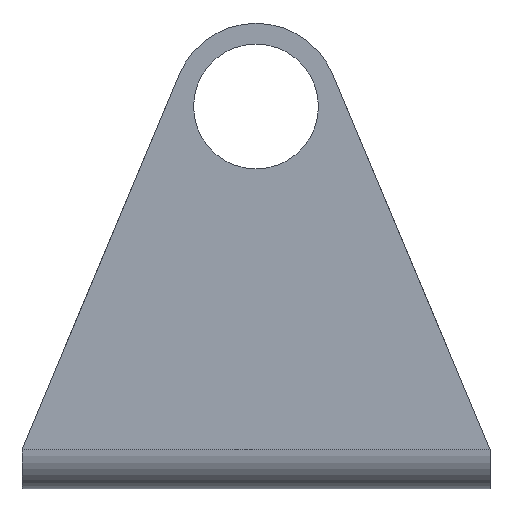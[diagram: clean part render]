
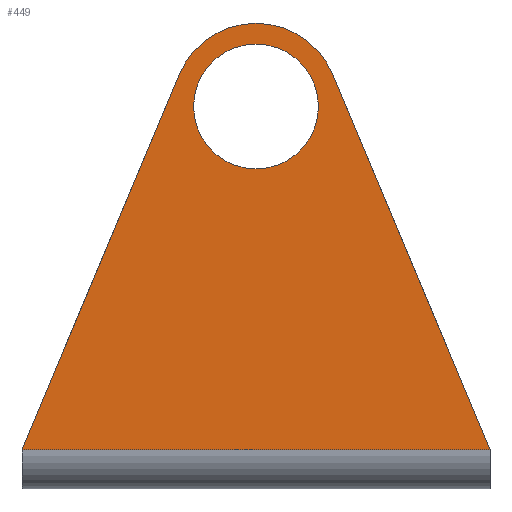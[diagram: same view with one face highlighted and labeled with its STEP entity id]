
A CAD part, front view. The second image highlights one B-rep face of the part: STEP entity #449.
In plain terms, the highlighted planar face has unit normal (0, -1, 0).
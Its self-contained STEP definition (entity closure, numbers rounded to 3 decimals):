
#11 = VERTEX_POINT ( 'NONE', #720 ) ;
#13 = CIRCLE ( 'NONE', #464, 5.333 ) ;
#19 = CARTESIAN_POINT ( 'NONE',  ( 0., 0., 29.833 ) ) ;
#43 = EDGE_CURVE ( 'NONE', #11, #574, #401, .T. ) ;
#48 = EDGE_CURVE ( 'NONE', #511, #704, #183, .T. ) ;
#102 = CARTESIAN_POINT ( 'NONE',  ( -30., 0., 2.5 ) ) ;
#111 = DIRECTION ( 'NONE',  ( 0.386, 0., 0.922 ) ) ;
#114 = DIRECTION ( 'NONE',  ( 0., 1., 0. ) ) ;
#117 = DIRECTION ( 'NONE',  ( 0.386, 0., -0.922 ) ) ;
#138 = CIRCLE ( 'NONE', #765, 5.333 ) ;
#141 = VERTEX_POINT ( 'NONE', #684 ) ;
#146 = ORIENTED_EDGE ( 'NONE', *, *, #309, .F. ) ;
#162 = CARTESIAN_POINT ( 'NONE',  ( 15., 0., 2.5 ) ) ;
#183 = LINE ( 'NONE', #303, #346 ) ;
#232 = LINE ( 'NONE', #310, #445 ) ;
#271 = VERTEX_POINT ( 'NONE', #288 ) ;
#280 = ORIENTED_EDGE ( 'NONE', *, *, #430, .T. ) ;
#286 = VERTEX_POINT ( 'NONE', #19 ) ;
#288 = CARTESIAN_POINT ( 'NONE',  ( -15., 0., 2.5 ) ) ;
#295 = DIRECTION ( 'NONE',  ( 1., 0., 0. ) ) ;
#303 = CARTESIAN_POINT ( 'NONE',  ( 4.919, 0., 26.561 ) ) ;
#309 = EDGE_CURVE ( 'NONE', #141, #286, #138, .T. ) ;
#310 = CARTESIAN_POINT ( 'NONE',  ( -30., 0., 2.5 ) ) ;
#346 = VECTOR ( 'NONE', #117, 1000. ) ;
#351 = DIRECTION ( 'NONE',  ( 0., 1., 0. ) ) ;
#369 = CARTESIAN_POINT ( 'NONE',  ( 0., 0., 24.5 ) ) ;
#382 = EDGE_CURVE ( 'NONE', #574, #11, #793, .T. ) ;
#401 = CIRCLE ( 'NONE', #483, 4. ) ;
#425 = CARTESIAN_POINT ( 'NONE',  ( 0., 0., 24.5 ) ) ;
#430 = EDGE_CURVE ( 'NONE', #271, #704, #232, .T. ) ;
#436 = LINE ( 'NONE', #707, #784 ) ;
#443 = DIRECTION ( 'NONE',  ( 0., 0., 1. ) ) ;
#445 = VECTOR ( 'NONE', #857, 1000. ) ;
#446 = DIRECTION ( 'NONE',  ( 0., 1., 0. ) ) ;
#448 = PLANE ( 'NONE',  #670 ) ;
#449 = ADVANCED_FACE ( 'NONE', ( #512, #785 ), #448, .F. ) ;
#464 = AXIS2_PLACEMENT_3D ( 'NONE', #369, #446, #647 ) ;
#483 = AXIS2_PLACEMENT_3D ( 'NONE', #659, #848, #724 ) ;
#509 = CARTESIAN_POINT ( 'NONE',  ( 0., 0., 20.5 ) ) ;
#511 = VERTEX_POINT ( 'NONE', #697 ) ;
#512 = FACE_BOUND ( 'NONE', #830, .T. ) ;
#559 = ORIENTED_EDGE ( 'NONE', *, *, #43, .T. ) ;
#574 = VERTEX_POINT ( 'NONE', #509 ) ;
#629 = ORIENTED_EDGE ( 'NONE', *, *, #48, .F. ) ;
#644 = AXIS2_PLACEMENT_3D ( 'NONE', #649, #854, #443 ) ;
#647 = DIRECTION ( 'NONE',  ( 0., 0., 1. ) ) ;
#649 = CARTESIAN_POINT ( 'NONE',  ( 0., 0., 24.5 ) ) ;
#659 = CARTESIAN_POINT ( 'NONE',  ( 0., 0., 24.5 ) ) ;
#670 = AXIS2_PLACEMENT_3D ( 'NONE', #102, #114, #295 ) ;
#684 = CARTESIAN_POINT ( 'NONE',  ( -4.919, 0., 26.561 ) ) ;
#697 = CARTESIAN_POINT ( 'NONE',  ( 4.919, 0., 26.561 ) ) ;
#704 = VERTEX_POINT ( 'NONE', #162 ) ;
#707 = CARTESIAN_POINT ( 'NONE',  ( -15., 0., 2.5 ) ) ;
#708 = ORIENTED_EDGE ( 'NONE', *, *, #757, .F. ) ;
#720 = CARTESIAN_POINT ( 'NONE',  ( 0., 0., 28.5 ) ) ;
#724 = DIRECTION ( 'NONE',  ( 0., 0., 1. ) ) ;
#736 = ORIENTED_EDGE ( 'NONE', *, *, #382, .T. ) ;
#751 = EDGE_CURVE ( 'NONE', #271, #141, #436, .T. ) ;
#757 = EDGE_CURVE ( 'NONE', #286, #511, #13, .T. ) ;
#763 = ORIENTED_EDGE ( 'NONE', *, *, #751, .F. ) ;
#765 = AXIS2_PLACEMENT_3D ( 'NONE', #425, #351, #834 ) ;
#784 = VECTOR ( 'NONE', #111, 1000. ) ;
#785 = FACE_OUTER_BOUND ( 'NONE', #823, .T. ) ;
#793 = CIRCLE ( 'NONE', #644, 4. ) ;
#823 = EDGE_LOOP ( 'NONE', ( #629, #708, #146, #763, #280 ) ) ;
#830 = EDGE_LOOP ( 'NONE', ( #736, #559 ) ) ;
#834 = DIRECTION ( 'NONE',  ( 0., 0., 1. ) ) ;
#848 = DIRECTION ( 'NONE',  ( 0., 1., 0. ) ) ;
#854 = DIRECTION ( 'NONE',  ( 0., 1., 0. ) ) ;
#857 = DIRECTION ( 'NONE',  ( 1., 0., 0. ) ) ;
